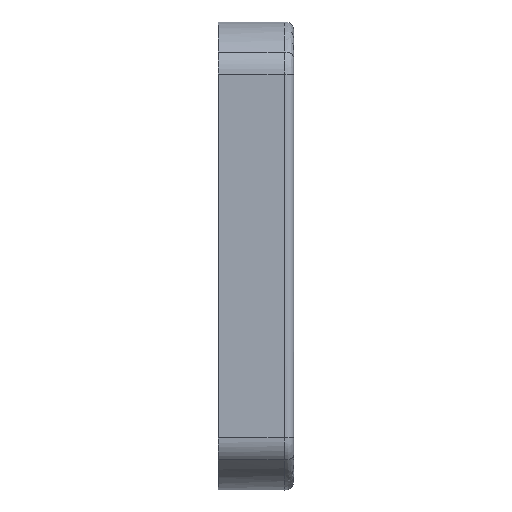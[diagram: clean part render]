
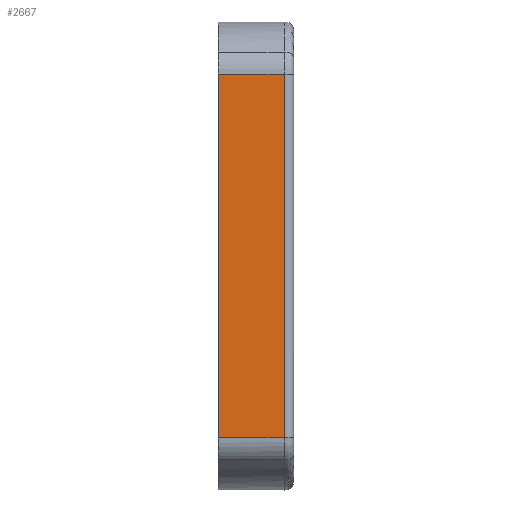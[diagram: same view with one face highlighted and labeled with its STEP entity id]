
A CAD part, left-side view. The second image highlights one B-rep face of the part: STEP entity #2667.
In plain terms, the highlighted planar face has unit normal (-1, 0, 0).
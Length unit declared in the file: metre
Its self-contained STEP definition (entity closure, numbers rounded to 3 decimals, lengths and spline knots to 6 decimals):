
#180=LINE('',#4212,#386);
#206=LINE('',#4343,#412);
#207=LINE('',#4350,#413);
#386=VECTOR('',#3284,1.);
#412=VECTOR('',#3396,1.);
#413=VECTOR('',#3399,1.);
#545=B_SPLINE_CURVE_WITH_KNOTS('',3,(#4352,#4353,#4354,#4355),
 .UNSPECIFIED.,.F.,.F.,(4,4),(0.,1.),.UNSPECIFIED.);
#828=ORIENTED_EDGE('',*,*,#1591,.F.);
#829=ORIENTED_EDGE('',*,*,#1592,.T.);
#830=ORIENTED_EDGE('',*,*,#1589,.T.);
#831=ORIENTED_EDGE('',*,*,#1532,.T.);
#1532=EDGE_CURVE('',#1926,#1925,#180,.T.);
#1589=EDGE_CURVE('',#1967,#1926,#206,.T.);
#1591=EDGE_CURVE('',#1968,#1925,#207,.T.);
#1592=EDGE_CURVE('',#1968,#1967,#545,.T.);
#1925=VERTEX_POINT('',#4211);
#1926=VERTEX_POINT('',#4213);
#1967=VERTEX_POINT('',#4344);
#1968=VERTEX_POINT('',#4351);
#2202=EDGE_LOOP('',(#828,#829,#830,#831));
#2404=FACE_BOUND('',#2202,.T.);
#2578=PLANE('',#2924);
#2667=ADVANCED_FACE('',(#2404),#2578,.F.);
#2924=AXIS2_PLACEMENT_3D('',#4349,#3397,#3398);
#3284=DIRECTION('',(0.,0.,-1.));
#3396=DIRECTION('',(0.,1.,0.));
#3397=DIRECTION('',(1.,0.,0.));
#3398=DIRECTION('',(0.,0.,-1.));
#3399=DIRECTION('',(0.,1.,0.));
#4211=CARTESIAN_POINT('',(-0.036458,-0.00275,-0.057493));
#4212=CARTESIAN_POINT('',(-0.036458,-0.00275,0.));
#4213=CARTESIAN_POINT('',(-0.036458,-0.00275,0.057493));
#4343=CARTESIAN_POINT('',(-0.036458,-0.02561,0.057493));
#4344=CARTESIAN_POINT('',(-0.036458,-0.02361,0.057493));
#4349=CARTESIAN_POINT('',(-0.036458,-0.02561,0.));
#4350=CARTESIAN_POINT('',(-0.036458,-0.02561,-0.057493));
#4351=CARTESIAN_POINT('',(-0.036458,-0.02361,-0.057493));
#4352=CARTESIAN_POINT('',(-0.036458,-0.02361,-0.057493));
#4353=CARTESIAN_POINT('',(-0.036458,-0.02361,-0.019164));
#4354=CARTESIAN_POINT('',(-0.036458,-0.02361,0.019164));
#4355=CARTESIAN_POINT('',(-0.036458,-0.02361,0.057493));
